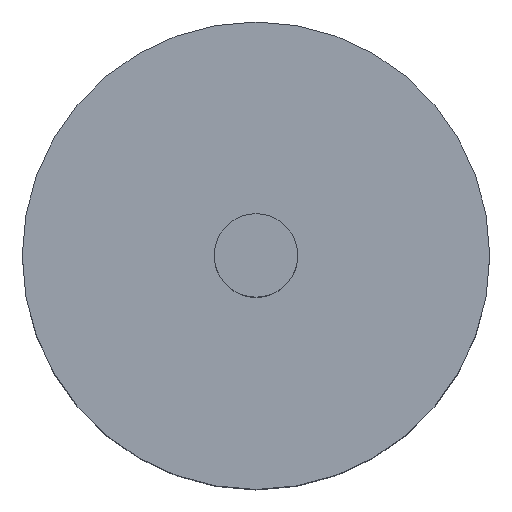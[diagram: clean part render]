
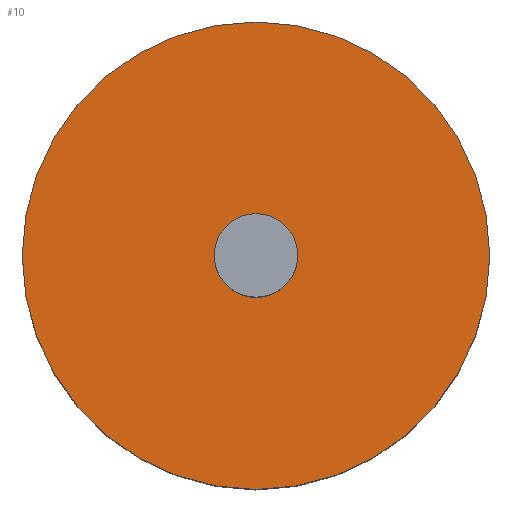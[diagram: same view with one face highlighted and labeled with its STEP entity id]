
A CAD part, top view. The second image highlights one B-rep face of the part: STEP entity #10.
In plain terms, the highlighted planar face has unit normal (0, 0, 1).
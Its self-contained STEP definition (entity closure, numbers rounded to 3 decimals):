
#3 = CIRCLE ( 'NONE', #232, 14. ) ;
#10 = ADVANCED_FACE ( 'NONE', ( #140, #210 ), #45, .T. ) ;
#19 = CIRCLE ( 'NONE', #56, 2.5 ) ;
#21 = CARTESIAN_POINT ( 'NONE',  ( 0., 0., 18. ) ) ;
#23 = DIRECTION ( 'NONE',  ( 1., 0., 0. ) ) ;
#25 = ORIENTED_EDGE ( 'NONE', *, *, #189, .F. ) ;
#28 = EDGE_LOOP ( 'NONE', ( #89, #25 ) ) ;
#29 = DIRECTION ( 'NONE',  ( 1., 0., 0. ) ) ;
#30 = CIRCLE ( 'NONE', #107, 14. ) ;
#31 = VERTEX_POINT ( 'NONE', #40 ) ;
#39 = ORIENTED_EDGE ( 'NONE', *, *, #231, .T. ) ;
#40 = CARTESIAN_POINT ( 'NONE',  ( 14., 0., 18. ) ) ;
#41 = CARTESIAN_POINT ( 'NONE',  ( -2.5, 0., 18. ) ) ;
#42 = CARTESIAN_POINT ( 'NONE',  ( -14., 0., 18. ) ) ;
#45 = PLANE ( 'NONE',  #133 ) ;
#47 = CARTESIAN_POINT ( 'NONE',  ( 0., 0., 18. ) ) ;
#50 = CARTESIAN_POINT ( 'NONE',  ( 0., 0., 18. ) ) ;
#51 = DIRECTION ( 'NONE',  ( 0., 0., 1. ) ) ;
#56 = AXIS2_PLACEMENT_3D ( 'NONE', #21, #165, #23 ) ;
#71 = VERTEX_POINT ( 'NONE', #83 ) ;
#83 = CARTESIAN_POINT ( 'NONE',  ( 2.5, 0., 18. ) ) ;
#89 = ORIENTED_EDGE ( 'NONE', *, *, #252, .F. ) ;
#90 = CARTESIAN_POINT ( 'NONE',  ( 0., 0., 18. ) ) ;
#107 = AXIS2_PLACEMENT_3D ( 'NONE', #90, #122, #151 ) ;
#108 = AXIS2_PLACEMENT_3D ( 'NONE', #50, #208, #245 ) ;
#116 = ORIENTED_EDGE ( 'NONE', *, *, #204, .T. ) ;
#122 = DIRECTION ( 'NONE',  ( 0., 0., 1. ) ) ;
#131 = VERTEX_POINT ( 'NONE', #41 ) ;
#133 = AXIS2_PLACEMENT_3D ( 'NONE', #182, #222, #138 ) ;
#138 = DIRECTION ( 'NONE',  ( 1., 0., 0. ) ) ;
#140 = FACE_BOUND ( 'NONE', #28, .T. ) ;
#151 = DIRECTION ( 'NONE',  ( 1., 0., 0. ) ) ;
#165 = DIRECTION ( 'NONE',  ( 0., 0., 1. ) ) ;
#182 = CARTESIAN_POINT ( 'NONE',  ( 0., 0., 18. ) ) ;
#188 = VERTEX_POINT ( 'NONE', #42 ) ;
#189 = EDGE_CURVE ( 'NONE', #71, #131, #19, .T. ) ;
#197 = EDGE_LOOP ( 'NONE', ( #39, #116 ) ) ;
#204 = EDGE_CURVE ( 'NONE', #31, #188, #30, .T. ) ;
#208 = DIRECTION ( 'NONE',  ( 0., 0., 1. ) ) ;
#210 = FACE_OUTER_BOUND ( 'NONE', #197, .T. ) ;
#222 = DIRECTION ( 'NONE',  ( 0., 0., 1. ) ) ;
#231 = EDGE_CURVE ( 'NONE', #188, #31, #3, .T. ) ;
#232 = AXIS2_PLACEMENT_3D ( 'NONE', #47, #51, #29 ) ;
#245 = DIRECTION ( 'NONE',  ( 1., 0., 0. ) ) ;
#249 = CIRCLE ( 'NONE', #108, 2.5 ) ;
#252 = EDGE_CURVE ( 'NONE', #131, #71, #249, .T. ) ;
